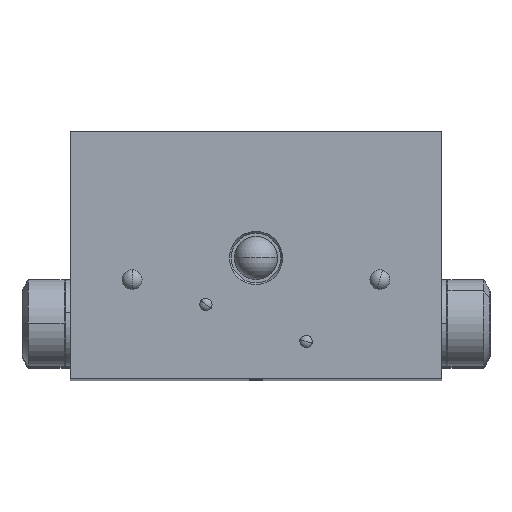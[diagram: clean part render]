
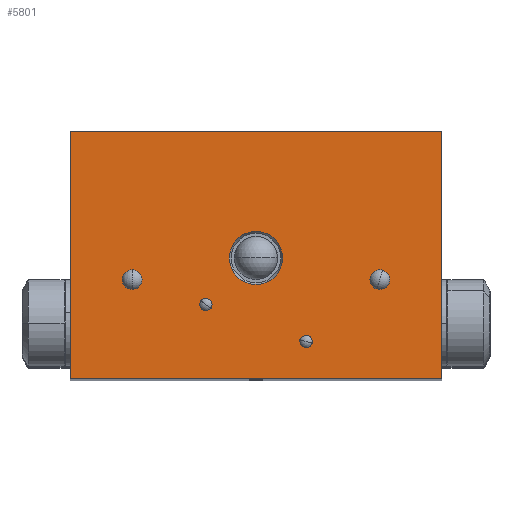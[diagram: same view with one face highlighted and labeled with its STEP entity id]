
A CAD part, top view. The second image highlights one B-rep face of the part: STEP entity #5801.
In plain terms, the highlighted planar face has unit normal (0, 0, 1).
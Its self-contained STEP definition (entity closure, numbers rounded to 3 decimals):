
#338 = DIRECTION ( 'NONE',  ( 1., 0., 0. ) ) ;
#452 = VECTOR ( 'NONE', #19252, 1000. ) ;
#462 = CARTESIAN_POINT ( 'NONE',  ( -21.6, 16., 90. ) ) ;
#684 = VECTOR ( 'NONE', #21418, 1000. ) ;
#909 = EDGE_CURVE ( 'NONE', #28909, #42030, #10392, .T. ) ;
#1309 = VECTOR ( 'NONE', #17280, 1000. ) ;
#1557 = EDGE_LOOP ( 'NONE', ( #28402, #28688 ) ) ;
#1816 = AXIS2_PLACEMENT_3D ( 'NONE', #9683, #20363, #30798 ) ;
#1886 = ORIENTED_EDGE ( 'NONE', *, *, #40043, .F. ) ;
#1906 = DIRECTION ( 'NONE',  ( 0., 0., 1. ) ) ;
#2339 = CARTESIAN_POINT ( 'NONE',  ( 0., 19.5, 90. ) ) ;
#2524 = ORIENTED_EDGE ( 'NONE', *, *, #38087, .T. ) ;
#2578 = CARTESIAN_POINT ( 'NONE',  ( -30., 40., 90. ) ) ;
#2884 = VERTEX_POINT ( 'NONE', #2578 ) ;
#3433 = CIRCLE ( 'NONE', #39764, 1.6 ) ;
#3703 = CARTESIAN_POINT ( 'NONE',  ( 21.6, 16., 90. ) ) ;
#3724 = ORIENTED_EDGE ( 'NONE', *, *, #19451, .F. ) ;
#4132 = EDGE_CURVE ( 'NONE', #42030, #28909, #29311, .T. ) ;
#4382 = CARTESIAN_POINT ( 'NONE',  ( 8.1, 6., 90. ) ) ;
#4519 = CARTESIAN_POINT ( 'NONE',  ( -20., 16., 90. ) ) ;
#4778 = VECTOR ( 'NONE', #40936, 1000. ) ;
#4926 = EDGE_LOOP ( 'NONE', ( #41496, #27590 ) ) ;
#5801 = ADVANCED_FACE ( 'NONE', ( #44136, #27266, #12982, #9571, #23407, #9796 ), #6161, .F. ) ;
#6137 = LINE ( 'NONE', #33874, #1309 ) ;
#6161 = PLANE ( 'NONE',  #10173 ) ;
#6428 = DIRECTION ( 'NONE',  ( 1., 0., 0. ) ) ;
#6734 = EDGE_CURVE ( 'NONE', #2884, #21248, #27573, .T. ) ;
#7002 = VERTEX_POINT ( 'NONE', #22878 ) ;
#7243 = EDGE_LOOP ( 'NONE', ( #11760, #1886 ) ) ;
#7376 = DIRECTION ( 'NONE',  ( 0., 0., 1. ) ) ;
#7564 = CARTESIAN_POINT ( 'NONE',  ( -30., 40., 90. ) ) ;
#8458 = AXIS2_PLACEMENT_3D ( 'NONE', #2339, #1906, #28952 ) ;
#9571 = FACE_BOUND ( 'NONE', #4926, .T. ) ;
#9683 = CARTESIAN_POINT ( 'NONE',  ( 20., 16., 90. ) ) ;
#9796 = FACE_OUTER_BOUND ( 'NONE', #24722, .T. ) ;
#10173 = AXIS2_PLACEMENT_3D ( 'NONE', #33896, #30917, #44809 ) ;
#10392 = CIRCLE ( 'NONE', #23426, 1. ) ;
#10417 = VERTEX_POINT ( 'NONE', #42087 ) ;
#10575 = CIRCLE ( 'NONE', #20710, 4.289 ) ;
#10839 = EDGE_LOOP ( 'NONE', ( #32846, #19725 ) ) ;
#11557 = EDGE_LOOP ( 'NONE', ( #39688, #3724 ) ) ;
#11760 = ORIENTED_EDGE ( 'NONE', *, *, #33341, .F. ) ;
#11800 = DIRECTION ( 'NONE',  ( 0., 0., -1. ) ) ;
#12296 = CARTESIAN_POINT ( 'NONE',  ( -20., 16., 90. ) ) ;
#12815 = CARTESIAN_POINT ( 'NONE',  ( 0., 19.5, 90. ) ) ;
#12982 = FACE_BOUND ( 'NONE', #11557, .T. ) ;
#14301 = DIRECTION ( 'NONE',  ( 1., 0., 0. ) ) ;
#15349 = CIRCLE ( 'NONE', #18979, 1. ) ;
#15628 = CARTESIAN_POINT ( 'NONE',  ( -30., 40., 90. ) ) ;
#16336 = VERTEX_POINT ( 'NONE', #21772 ) ;
#17105 = CARTESIAN_POINT ( 'NONE',  ( 20., 16., 90. ) ) ;
#17280 = DIRECTION ( 'NONE',  ( 0., -1., 0. ) ) ;
#17615 = CARTESIAN_POINT ( 'NONE',  ( -8.1, 12., 90. ) ) ;
#17709 = AXIS2_PLACEMENT_3D ( 'NONE', #31562, #21332, #14301 ) ;
#17955 = CIRCLE ( 'NONE', #30299, 1.6 ) ;
#18246 = DIRECTION ( 'NONE',  ( 0., 0., 1. ) ) ;
#18979 = AXIS2_PLACEMENT_3D ( 'NONE', #4382, #18246, #29357 ) ;
#19252 = DIRECTION ( 'NONE',  ( 1., 0., 0. ) ) ;
#19451 = EDGE_CURVE ( 'NONE', #26017, #16336, #15349, .T. ) ;
#19725 = ORIENTED_EDGE ( 'NONE', *, *, #909, .F. ) ;
#20162 = AXIS2_PLACEMENT_3D ( 'NONE', #26848, #37571, #6428 ) ;
#20363 = DIRECTION ( 'NONE',  ( 0., 0., -1. ) ) ;
#20454 = CARTESIAN_POINT ( 'NONE',  ( -30., 0., 90. ) ) ;
#20669 = LINE ( 'NONE', #20454, #4778 ) ;
#20710 = AXIS2_PLACEMENT_3D ( 'NONE', #12815, #26647, #44415 ) ;
#21248 = VERTEX_POINT ( 'NONE', #34145 ) ;
#21332 = DIRECTION ( 'NONE',  ( 0., 0., 1. ) ) ;
#21418 = DIRECTION ( 'NONE',  ( 0., -1., 0. ) ) ;
#21715 = CARTESIAN_POINT ( 'NONE',  ( -18.4, 16., 90. ) ) ;
#21772 = CARTESIAN_POINT ( 'NONE',  ( 9.1, 6., 90. ) ) ;
#22878 = CARTESIAN_POINT ( 'NONE',  ( 18.4, 16., 90. ) ) ;
#23407 = FACE_BOUND ( 'NONE', #1557, .T. ) ;
#23426 = AXIS2_PLACEMENT_3D ( 'NONE', #17615, #7376, #338 ) ;
#23868 = EDGE_CURVE ( 'NONE', #2884, #10417, #42689, .T. ) ;
#24722 = EDGE_LOOP ( 'NONE', ( #2524, #42391, #37901, #28075 ) ) ;
#24768 = CARTESIAN_POINT ( 'NONE',  ( -7.1, 12., 90. ) ) ;
#24931 = DIRECTION ( 'NONE',  ( -1., 0., 0. ) ) ;
#26017 = VERTEX_POINT ( 'NONE', #43098 ) ;
#26131 = DIRECTION ( 'NONE',  ( -1., 0., 0. ) ) ;
#26647 = DIRECTION ( 'NONE',  ( 0., 0., 1. ) ) ;
#26848 = CARTESIAN_POINT ( 'NONE',  ( 8.1, 6., 90. ) ) ;
#27075 = CARTESIAN_POINT ( 'NONE',  ( -4.289, 19.5, 90. ) ) ;
#27266 = FACE_BOUND ( 'NONE', #10839, .T. ) ;
#27400 = EDGE_CURVE ( 'NONE', #10417, #40338, #6137, .T. ) ;
#27573 = LINE ( 'NONE', #7564, #684 ) ;
#27590 = ORIENTED_EDGE ( 'NONE', *, *, #43643, .T. ) ;
#28075 = ORIENTED_EDGE ( 'NONE', *, *, #6734, .T. ) ;
#28302 = VERTEX_POINT ( 'NONE', #27075 ) ;
#28402 = ORIENTED_EDGE ( 'NONE', *, *, #37795, .T. ) ;
#28688 = ORIENTED_EDGE ( 'NONE', *, *, #39647, .T. ) ;
#28909 = VERTEX_POINT ( 'NONE', #31684 ) ;
#28952 = DIRECTION ( 'NONE',  ( 1., 0., 0. ) ) ;
#29311 = CIRCLE ( 'NONE', #17709, 1. ) ;
#29357 = DIRECTION ( 'NONE',  ( 1., 0., 0. ) ) ;
#29911 = VERTEX_POINT ( 'NONE', #462 ) ;
#30299 = AXIS2_PLACEMENT_3D ( 'NONE', #12296, #33418, #26131 ) ;
#30798 = DIRECTION ( 'NONE',  ( -1., 0., 0. ) ) ;
#30917 = DIRECTION ( 'NONE',  ( 0., 0., -1. ) ) ;
#31562 = CARTESIAN_POINT ( 'NONE',  ( -8.1, 12., 90. ) ) ;
#31684 = CARTESIAN_POINT ( 'NONE',  ( -9.1, 12., 90. ) ) ;
#32846 = ORIENTED_EDGE ( 'NONE', *, *, #4132, .F. ) ;
#33341 = EDGE_CURVE ( 'NONE', #41284, #28302, #36042, .T. ) ;
#33418 = DIRECTION ( 'NONE',  ( 0., 0., -1. ) ) ;
#33874 = CARTESIAN_POINT ( 'NONE',  ( 30., 40., 90. ) ) ;
#33896 = CARTESIAN_POINT ( 'NONE',  ( -30., 40., 90. ) ) ;
#34145 = CARTESIAN_POINT ( 'NONE',  ( -30., 0., 90. ) ) ;
#35774 = EDGE_CURVE ( 'NONE', #29911, #41472, #17955, .T. ) ;
#36042 = CIRCLE ( 'NONE', #8458, 4.289 ) ;
#36454 = EDGE_CURVE ( 'NONE', #16336, #26017, #39780, .T. ) ;
#37571 = DIRECTION ( 'NONE',  ( 0., 0., 1. ) ) ;
#37795 = EDGE_CURVE ( 'NONE', #7002, #39046, #44730, .T. ) ;
#37901 = ORIENTED_EDGE ( 'NONE', *, *, #23868, .F. ) ;
#38087 = EDGE_CURVE ( 'NONE', #21248, #40338, #20669, .T. ) ;
#39046 = VERTEX_POINT ( 'NONE', #3703 ) ;
#39647 = EDGE_CURVE ( 'NONE', #39046, #7002, #42474, .T. ) ;
#39688 = ORIENTED_EDGE ( 'NONE', *, *, #36454, .F. ) ;
#39764 = AXIS2_PLACEMENT_3D ( 'NONE', #4519, #11800, #24931 ) ;
#39780 = CIRCLE ( 'NONE', #20162, 1. ) ;
#40043 = EDGE_CURVE ( 'NONE', #28302, #41284, #10575, .T. ) ;
#40055 = CARTESIAN_POINT ( 'NONE',  ( 30., 0., 90. ) ) ;
#40338 = VERTEX_POINT ( 'NONE', #40055 ) ;
#40936 = DIRECTION ( 'NONE',  ( 1., 0., 0. ) ) ;
#40989 = DIRECTION ( 'NONE',  ( 0., 0., -1. ) ) ;
#41284 = VERTEX_POINT ( 'NONE', #42762 ) ;
#41447 = DIRECTION ( 'NONE',  ( -1., 0., 0. ) ) ;
#41472 = VERTEX_POINT ( 'NONE', #21715 ) ;
#41496 = ORIENTED_EDGE ( 'NONE', *, *, #35774, .T. ) ;
#42030 = VERTEX_POINT ( 'NONE', #24768 ) ;
#42087 = CARTESIAN_POINT ( 'NONE',  ( 30., 40., 90. ) ) ;
#42391 = ORIENTED_EDGE ( 'NONE', *, *, #27400, .F. ) ;
#42474 = CIRCLE ( 'NONE', #1816, 1.6 ) ;
#42547 = AXIS2_PLACEMENT_3D ( 'NONE', #17105, #40989, #41447 ) ;
#42689 = LINE ( 'NONE', #15628, #452 ) ;
#42762 = CARTESIAN_POINT ( 'NONE',  ( 4.289, 19.5, 90. ) ) ;
#43098 = CARTESIAN_POINT ( 'NONE',  ( 7.1, 6., 90. ) ) ;
#43643 = EDGE_CURVE ( 'NONE', #41472, #29911, #3433, .T. ) ;
#44136 = FACE_BOUND ( 'NONE', #7243, .T. ) ;
#44415 = DIRECTION ( 'NONE',  ( 1., 0., 0. ) ) ;
#44730 = CIRCLE ( 'NONE', #42547, 1.6 ) ;
#44809 = DIRECTION ( 'NONE',  ( -1., 0., 0. ) ) ;
